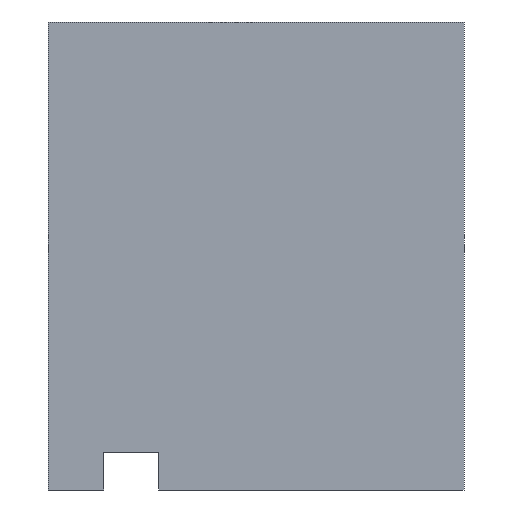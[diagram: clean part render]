
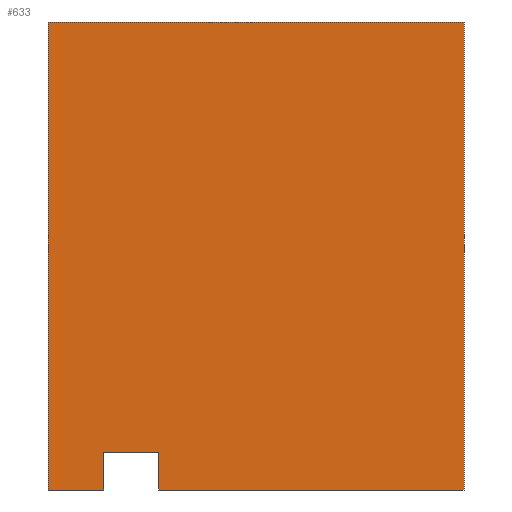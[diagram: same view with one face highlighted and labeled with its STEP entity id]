
A CAD part, left-side view. The second image highlights one B-rep face of the part: STEP entity #633.
In plain terms, the highlighted planar face has unit normal (-1, 0, 0).
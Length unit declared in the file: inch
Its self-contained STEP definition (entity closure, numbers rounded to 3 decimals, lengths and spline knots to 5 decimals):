
#75=FACE_OUTER_BOUND('',#111,.T.);
#111=EDGE_LOOP('',(#563,#564,#565,#566,#567,#568,#569,#570));
#116=LINE('',#880,#190);
#117=LINE('',#883,#191);
#121=LINE('',#891,#195);
#144=LINE('',#937,#218);
#147=LINE('',#942,#221);
#182=LINE('',#1039,#256);
#185=LINE('',#1044,#259);
#186=LINE('',#1046,#260);
#190=VECTOR('',#710,0.3937);
#191=VECTOR('',#713,0.3937);
#195=VECTOR('',#719,0.3937);
#218=VECTOR('',#746,0.3937);
#221=VECTOR('',#751,0.3937);
#256=VECTOR('',#860,0.3937);
#259=VECTOR('',#865,0.3937);
#260=VECTOR('',#868,0.3937);
#262=VERTEX_POINT('',#874);
#264=VERTEX_POINT('',#878);
#265=VERTEX_POINT('',#882);
#267=VERTEX_POINT('',#888);
#289=VERTEX_POINT('',#936);
#290=VERTEX_POINT('',#940);
#315=VERTEX_POINT('',#1038);
#316=VERTEX_POINT('',#1042);
#320=EDGE_CURVE('',#262,#264,#116,.T.);
#321=EDGE_CURVE('',#264,#265,#117,.T.);
#325=EDGE_CURVE('',#265,#267,#121,.T.);
#348=EDGE_CURVE('',#289,#262,#144,.T.);
#351=EDGE_CURVE('',#267,#290,#147,.T.);
#398=EDGE_CURVE('',#289,#315,#182,.T.);
#401=EDGE_CURVE('',#290,#316,#185,.T.);
#402=EDGE_CURVE('',#315,#316,#186,.T.);
#563=ORIENTED_EDGE('',*,*,#325,.T.);
#564=ORIENTED_EDGE('',*,*,#351,.T.);
#565=ORIENTED_EDGE('',*,*,#401,.T.);
#566=ORIENTED_EDGE('',*,*,#402,.F.);
#567=ORIENTED_EDGE('',*,*,#398,.F.);
#568=ORIENTED_EDGE('',*,*,#348,.T.);
#569=ORIENTED_EDGE('',*,*,#320,.T.);
#570=ORIENTED_EDGE('',*,*,#321,.T.);
#599=PLANE('',#701);
#633=ADVANCED_FACE('',(#75),#599,.T.);
#701=AXIS2_PLACEMENT_3D('',#1045,#866,#867);
#710=DIRECTION('',(0.,0.,1.));
#713=DIRECTION('',(0.,-1.,0.));
#719=DIRECTION('',(0.,0.,-1.));
#746=DIRECTION('',(0.,-1.,0.));
#751=DIRECTION('',(0.,-1.,0.));
#860=DIRECTION('',(0.,0.,1.));
#865=DIRECTION('',(0.,0.,1.));
#866=DIRECTION('center_axis',(-1.,0.,0.));
#867=DIRECTION('ref_axis',(0.,-1.,0.));
#868=DIRECTION('',(0.,-1.,0.));
#874=CARTESIAN_POINT('',(2.77522,2.59896,0.));
#878=CARTESIAN_POINT('',(2.77522,2.59896,0.26825));
#880=CARTESIAN_POINT('',(2.77522,2.59896,0.13413));
#882=CARTESIAN_POINT('',(2.77522,2.20089,0.26825));
#883=CARTESIAN_POINT('',(2.77522,2.60045,0.26825));
#888=CARTESIAN_POINT('',(2.77522,2.20089,0.));
#891=CARTESIAN_POINT('',(2.77522,2.20089,-0.00142));
#936=CARTESIAN_POINT('',(2.77522,3.,0.));
#937=CARTESIAN_POINT('',(2.77522,3.,0.));
#940=CARTESIAN_POINT('',(2.77522,0.,0.));
#942=CARTESIAN_POINT('',(2.77522,3.,0.));
#1038=CARTESIAN_POINT('',(2.77522,3.,3.375));
#1039=CARTESIAN_POINT('',(2.77522,3.,0.));
#1042=CARTESIAN_POINT('',(2.77522,0.,3.375));
#1044=CARTESIAN_POINT('',(2.77522,0.,0.));
#1045=CARTESIAN_POINT('Origin',(2.77522,3.,0.));
#1046=CARTESIAN_POINT('',(2.77522,3.,3.375));
